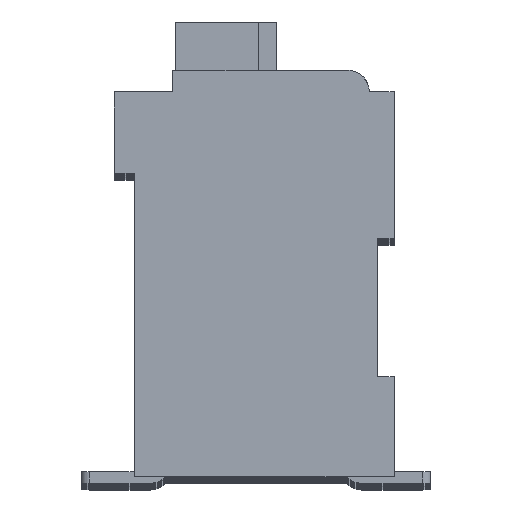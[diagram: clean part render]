
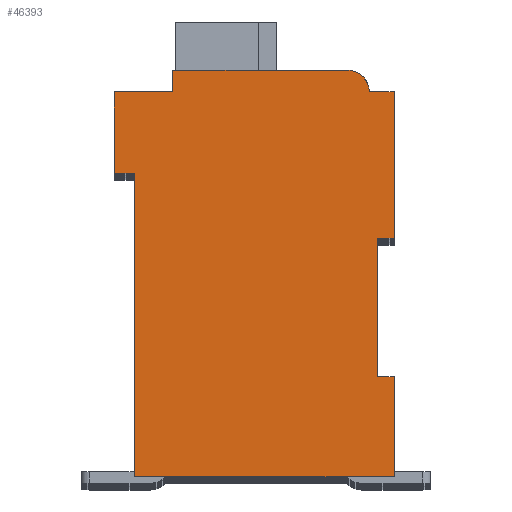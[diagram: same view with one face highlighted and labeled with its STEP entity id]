
A CAD part, top view. The second image highlights one B-rep face of the part: STEP entity #46393.
In plain terms, the highlighted planar face has unit normal (0, 0, 1).
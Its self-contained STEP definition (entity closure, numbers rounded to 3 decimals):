
#10766=DIRECTION('',(1.,0.,0.));
#10767=VECTOR('',#10766,0.5);
#10768=CARTESIAN_POINT('',(7.3,7.15,2.1));
#10769=LINE('',#10768,#10767);
#10770=DIRECTION('',(0.,1.,0.));
#10771=VECTOR('',#10770,4.15);
#10772=CARTESIAN_POINT('',(7.3,3.,2.1));
#10773=LINE('',#10772,#10771);
#10774=DIRECTION('',(-1.,0.,0.));
#10775=VECTOR('',#10774,0.5);
#10776=CARTESIAN_POINT('',(7.8,3.,2.1));
#10777=LINE('',#10776,#10775);
#10778=DIRECTION('',(0.,1.,0.));
#10779=VECTOR('',#10778,3.);
#10780=CARTESIAN_POINT('',(7.8,0.,2.1));
#10781=LINE('',#10780,#10779);
#10782=DIRECTION('',(1.,0.,0.));
#10783=VECTOR('',#10782,7.8);
#10784=CARTESIAN_POINT('',(0.,0.,2.1));
#10785=LINE('',#10784,#10783);
#10786=DIRECTION('',(0.,-1.,0.));
#10787=VECTOR('',#10786,9.1);
#10788=CARTESIAN_POINT('',(0.,9.1,2.1));
#10789=LINE('',#10788,#10787);
#10790=DIRECTION('',(1.,0.,0.));
#10791=VECTOR('',#10790,0.6);
#10792=CARTESIAN_POINT('',(-0.6,9.1,2.1));
#10793=LINE('',#10792,#10791);
#10794=DIRECTION('',(0.,-1.,0.));
#10795=VECTOR('',#10794,2.45);
#10796=CARTESIAN_POINT('',(-0.6,11.55,2.1));
#10797=LINE('',#10796,#10795);
#10798=DIRECTION('',(-1.,0.,0.));
#10799=VECTOR('',#10798,1.75);
#10800=CARTESIAN_POINT('',(1.15,11.55,2.1));
#10801=LINE('',#10800,#10799);
#10802=DIRECTION('',(0.,-1.,0.));
#10803=VECTOR('',#10802,0.65);
#10804=CARTESIAN_POINT('',(1.15,12.2,2.1));
#10805=LINE('',#10804,#10803);
#10806=DIRECTION('',(-1.,0.,0.));
#10807=VECTOR('',#10806,5.25);
#10808=CARTESIAN_POINT('',(6.4,12.2,2.1));
#10809=LINE('',#10808,#10807);
#10810=CARTESIAN_POINT('',(6.4,11.55,2.1));
#10811=DIRECTION('',(0.,0.,1.));
#10812=DIRECTION('',(1.,0.,0.));
#10813=AXIS2_PLACEMENT_3D('',#10810,#10811,#10812);
#10815=DIRECTION('',(-1.,0.,0.));
#10816=VECTOR('',#10815,0.75);
#10817=CARTESIAN_POINT('',(7.8,11.55,2.1));
#10818=LINE('',#10817,#10816);
#10819=DIRECTION('',(0.,1.,0.));
#10820=VECTOR('',#10819,4.4);
#10821=CARTESIAN_POINT('',(7.8,7.15,2.1));
#10822=LINE('',#10821,#10820);
#27673=CARTESIAN_POINT('',(7.3,7.15,2.1));
#27674=CARTESIAN_POINT('',(7.8,7.15,2.1));
#27675=VERTEX_POINT('',#27673);
#27676=VERTEX_POINT('',#27674);
#27677=CARTESIAN_POINT('',(7.8,11.55,2.1));
#27678=VERTEX_POINT('',#27677);
#27679=CARTESIAN_POINT('',(7.05,11.55,2.1));
#27680=VERTEX_POINT('',#27679);
#27681=CARTESIAN_POINT('',(6.4,12.2,2.1));
#27682=VERTEX_POINT('',#27681);
#27683=CARTESIAN_POINT('',(1.15,12.2,2.1));
#27684=VERTEX_POINT('',#27683);
#27685=CARTESIAN_POINT('',(1.15,11.55,2.1));
#27686=VERTEX_POINT('',#27685);
#27687=CARTESIAN_POINT('',(-0.6,11.55,2.1));
#27688=VERTEX_POINT('',#27687);
#27689=CARTESIAN_POINT('',(-0.6,9.1,2.1));
#27690=VERTEX_POINT('',#27689);
#27691=CARTESIAN_POINT('',(0.,9.1,2.1));
#27692=VERTEX_POINT('',#27691);
#27693=CARTESIAN_POINT('',(0.,0.,2.1));
#27694=VERTEX_POINT('',#27693);
#27695=CARTESIAN_POINT('',(7.8,0.,2.1));
#27696=VERTEX_POINT('',#27695);
#27697=CARTESIAN_POINT('',(7.8,3.,2.1));
#27698=VERTEX_POINT('',#27697);
#27699=CARTESIAN_POINT('',(7.3,3.,2.1));
#27700=VERTEX_POINT('',#27699);
#46372=CARTESIAN_POINT('',(0.,0.,2.1));
#46373=DIRECTION('',(0.,0.,1.));
#46374=DIRECTION('',(1.,0.,0.));
#46375=AXIS2_PLACEMENT_3D('',#46372,#46373,#46374);
#46376=PLANE('',#46375);
#46377=ORIENTED_EDGE('',*,*,#36406,.F.);
#46378=ORIENTED_EDGE('',*,*,#37622,.F.);
#46379=ORIENTED_EDGE('',*,*,#38660,.F.);
#46380=ORIENTED_EDGE('',*,*,#39375,.F.);
#46381=ORIENTED_EDGE('',*,*,#40198,.F.);
#46382=ORIENTED_EDGE('',*,*,#41279,.F.);
#46383=ORIENTED_EDGE('',*,*,#42044,.F.);
#46384=ORIENTED_EDGE('',*,*,#42443,.F.);
#46385=ORIENTED_EDGE('',*,*,#43049,.F.);
#46386=ORIENTED_EDGE('',*,*,#44192,.F.);
#46387=ORIENTED_EDGE('',*,*,#45100,.F.);
#46388=ORIENTED_EDGE('',*,*,#43100,.F.);
#46389=ORIENTED_EDGE('',*,*,#43893,.F.);
#46390=ORIENTED_EDGE('',*,*,#37517,.F.);
#46391=EDGE_LOOP('',(#46377,#46378,#46379,#46380,#46381,#46382,#46383,#46384,
#46385,#46386,#46387,#46388,#46389,#46390));
#46392=FACE_OUTER_BOUND('',#46391,.F.);
#10814=CIRCLE('',#10813,0.65);
#36406=EDGE_CURVE('',#27675,#27676,#10769,.T.);
#37517=EDGE_CURVE('',#27676,#27678,#10822,.T.);
#37622=EDGE_CURVE('',#27700,#27675,#10773,.T.);
#38660=EDGE_CURVE('',#27698,#27700,#10777,.T.);
#39375=EDGE_CURVE('',#27696,#27698,#10781,.T.);
#40198=EDGE_CURVE('',#27694,#27696,#10785,.T.);
#41279=EDGE_CURVE('',#27692,#27694,#10789,.T.);
#42044=EDGE_CURVE('',#27690,#27692,#10793,.T.);
#42443=EDGE_CURVE('',#27688,#27690,#10797,.T.);
#43049=EDGE_CURVE('',#27686,#27688,#10801,.T.);
#43100=EDGE_CURVE('',#27680,#27682,#10814,.T.);
#43893=EDGE_CURVE('',#27678,#27680,#10818,.T.);
#44192=EDGE_CURVE('',#27684,#27686,#10805,.T.);
#45100=EDGE_CURVE('',#27682,#27684,#10809,.T.);
#46393=ADVANCED_FACE('',(#46392),#46376,.T.);
